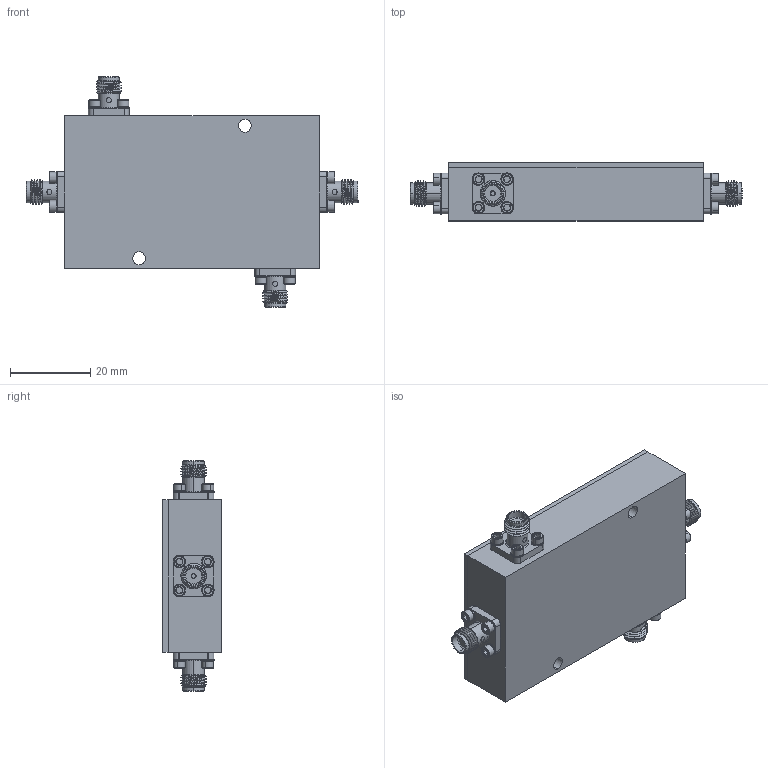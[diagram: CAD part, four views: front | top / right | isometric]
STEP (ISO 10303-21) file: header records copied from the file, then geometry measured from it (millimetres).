
FILE_DESCRIPTION (( 'STEP AP214' ), '1' );
FILE_NAME ('FMCP1009_3D.step', '2025-02-05T19:16:35', ( '' ), ( '' ), 'SwSTEP 2.0', 'SolidWorks 2022', '' );
FILE_SCHEMA (( 'AUTOMOTIVE_DESIGN' ));
Length unit declared in the file: inch
Products named in the file (1): FMCP1009_3D
Bounding box: 82.8 x 14.5 x 57.4 mm (x, y, z)
Volume: 36248.9 mm3; surface area: 10418.4 mm2
Topology: 1 solids, 21 shells, 1525 faces, 3799 edges, 2426 vertices
Faces by surface type: plane 536, cylinder 528, bspline 229, cone 224, torus 8
Entity records: 73931 total; most frequent: CARTESIAN_POINT 41028, ORIENTED_EDGE 7598, DIRECTION 5795, EDGE_CURVE 3799, VERTEX_POINT 2426, AXIS2_PLACEMENT_3D 2049, VECTOR 1697, LINE 1697
